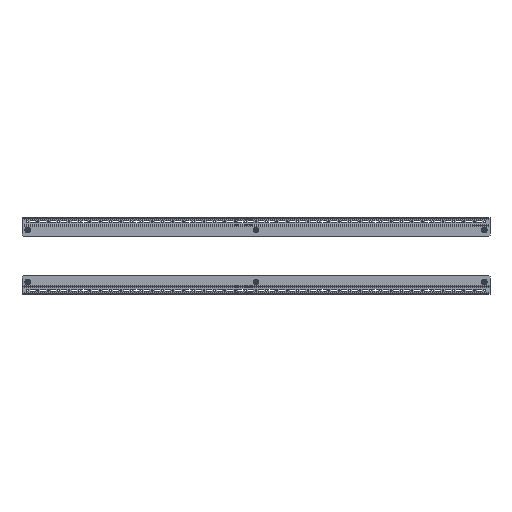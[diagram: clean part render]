
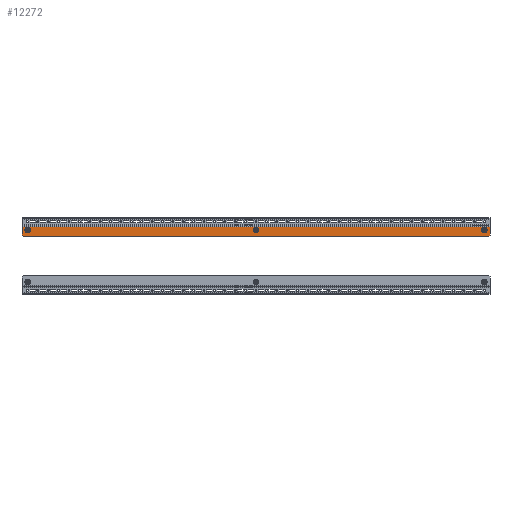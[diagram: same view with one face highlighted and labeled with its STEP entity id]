
A CAD part, left-side view. The second image highlights one B-rep face of the part: STEP entity #12272.
In plain terms, the highlighted face is planar.
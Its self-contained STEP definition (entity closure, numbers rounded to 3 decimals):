
#6 = EDGE_LOOP ( 'NONE', ( #6361, #6202 ) ) ;
#48 = CARTESIAN_POINT ( 'NONE',  ( 9.5, -563., -23.6 ) ) ;
#51 = EDGE_CURVE ( 'NONE', #4686, #257, #18036, .T. ) ;
#145 = DIRECTION ( 'NONE',  ( 0., 0., 1. ) ) ;
#257 = VERTEX_POINT ( 'NONE', #17137 ) ;
#606 = DIRECTION ( 'NONE',  ( 1., 0., 0. ) ) ;
#750 = FACE_BOUND ( 'NONE', #6, .T. ) ;
#761 = LINE ( 'NONE', #48, #16089 ) ;
#821 = ORIENTED_EDGE ( 'NONE', *, *, #6751, .T. ) ;
#834 = VERTEX_POINT ( 'NONE', #18583 ) ;
#971 = DIRECTION ( 'NONE',  ( 1., 0., 0. ) ) ;
#1165 = EDGE_CURVE ( 'NONE', #16242, #17607, #13579, .T. ) ;
#1173 = DIRECTION ( 'NONE',  ( 0., -1., 0. ) ) ;
#1275 = AXIS2_PLACEMENT_3D ( 'NONE', #13573, #145, #1873 ) ;
#1304 = CARTESIAN_POINT ( 'NONE',  ( 11.375, -563., -23.6 ) ) ;
#1470 = EDGE_CURVE ( 'NONE', #19097, #19789, #4282, .T. ) ;
#1571 = CARTESIAN_POINT ( 'NONE',  ( 19.5, 549., -23.6 ) ) ;
#1792 = CARTESIAN_POINT ( 'NONE',  ( 31.5, 563., -23.6 ) ) ;
#1873 = DIRECTION ( 'NONE',  ( 1., 0., 0. ) ) ;
#1948 = AXIS2_PLACEMENT_3D ( 'NONE', #1571, #13193, #16742 ) ;
#2199 = PLANE ( 'NONE',  #16216 ) ;
#2369 = VERTEX_POINT ( 'NONE', #4241 ) ;
#2452 = EDGE_CURVE ( 'NONE', #6538, #2369, #16193, .T. ) ;
#3088 = CIRCLE ( 'NONE', #10060, 4. ) ;
#3134 = CARTESIAN_POINT ( 'NONE',  ( 19.5, 0., -23.6 ) ) ;
#3310 = DIRECTION ( 'NONE',  ( -1., 0., 0. ) ) ;
#4241 = CARTESIAN_POINT ( 'NONE',  ( 31.5, -563., -23.6 ) ) ;
#4282 = CIRCLE ( 'NONE', #21161, 4. ) ;
#4642 = ORIENTED_EDGE ( 'NONE', *, *, #1470, .T. ) ;
#4686 = VERTEX_POINT ( 'NONE', #18323 ) ;
#4874 = DIRECTION ( 'NONE',  ( 1., 0., 0. ) ) ;
#5084 = ORIENTED_EDGE ( 'NONE', *, *, #2452, .T. ) ;
#5098 = AXIS2_PLACEMENT_3D ( 'NONE', #5510, #8839, #17063 ) ;
#5490 = ORIENTED_EDGE ( 'NONE', *, *, #7770, .T. ) ;
#5507 = DIRECTION ( 'NONE',  ( 1., 0., 0. ) ) ;
#5510 = CARTESIAN_POINT ( 'NONE',  ( 19.5, -549., -23.6 ) ) ;
#5513 = ORIENTED_EDGE ( 'NONE', *, *, #1165, .T. ) ;
#5607 = VERTEX_POINT ( 'NONE', #5783 ) ;
#5619 = CARTESIAN_POINT ( 'NONE',  ( 15.5, -549., -23.6 ) ) ;
#5686 = CARTESIAN_POINT ( 'NONE',  ( 23.5, 0., -23.6 ) ) ;
#5712 = CIRCLE ( 'NONE', #1275, 4. ) ;
#5762 = CARTESIAN_POINT ( 'NONE',  ( 23.5, -549., -23.6 ) ) ;
#5783 = CARTESIAN_POINT ( 'NONE',  ( 11.375, 563., -23.6 ) ) ;
#5861 = VECTOR ( 'NONE', #5507, 1000. ) ;
#6118 = VECTOR ( 'NONE', #15546, 1000. ) ;
#6202 = ORIENTED_EDGE ( 'NONE', *, *, #15547, .T. ) ;
#6219 = CIRCLE ( 'NONE', #5098, 4. ) ;
#6361 = ORIENTED_EDGE ( 'NONE', *, *, #11018, .T. ) ;
#6538 = VERTEX_POINT ( 'NONE', #13601 ) ;
#6622 = ORIENTED_EDGE ( 'NONE', *, *, #11913, .F. ) ;
#6751 = EDGE_CURVE ( 'NONE', #17607, #6538, #10276, .T. ) ;
#7245 = CARTESIAN_POINT ( 'NONE',  ( 19.5, 0., -23.6 ) ) ;
#7770 = EDGE_CURVE ( 'NONE', #5607, #16242, #10797, .T. ) ;
#8018 = CARTESIAN_POINT ( 'NONE',  ( 31.5, -563., -23.6 ) ) ;
#8548 = CARTESIAN_POINT ( 'NONE',  ( 34.5, 560., -23.6 ) ) ;
#8754 = VECTOR ( 'NONE', #1173, 1000. ) ;
#8839 = DIRECTION ( 'NONE',  ( 0., 0., 1. ) ) ;
#8861 = DIRECTION ( 'NONE',  ( 0., 0., 1. ) ) ;
#8995 = CARTESIAN_POINT ( 'NONE',  ( 9.5, 563., -23.6 ) ) ;
#9150 = VECTOR ( 'NONE', #20958, 1000. ) ;
#9269 = CARTESIAN_POINT ( 'NONE',  ( 34.5, 560., -23.6 ) ) ;
#9691 = EDGE_CURVE ( 'NONE', #19789, #19097, #13615, .T. ) ;
#10060 = AXIS2_PLACEMENT_3D ( 'NONE', #12576, #17531, #971 ) ;
#10276 = LINE ( 'NONE', #20484, #6118 ) ;
#10797 = LINE ( 'NONE', #8995, #5861 ) ;
#10846 = EDGE_LOOP ( 'NONE', ( #13986, #6622 ) ) ;
#11018 = EDGE_CURVE ( 'NONE', #18356, #20818, #5712, .T. ) ;
#11054 = EDGE_LOOP ( 'NONE', ( #4642, #17987 ) ) ;
#11661 = FACE_BOUND ( 'NONE', #10846, .T. ) ;
#11913 = EDGE_CURVE ( 'NONE', #257, #4686, #3088, .T. ) ;
#12272 = ADVANCED_FACE ( 'NONE', ( #16332, #750, #11661, #13211 ), #2199, .F. ) ;
#12571 = DIRECTION ( 'NONE',  ( 0., 0., 1. ) ) ;
#12576 = CARTESIAN_POINT ( 'NONE',  ( 19.5, 549., -23.6 ) ) ;
#12929 = LINE ( 'NONE', #1304, #8754 ) ;
#13193 = DIRECTION ( 'NONE',  ( 0., 0., -1. ) ) ;
#13211 = FACE_OUTER_BOUND ( 'NONE', #15800, .T. ) ;
#13390 = AXIS2_PLACEMENT_3D ( 'NONE', #7245, #18880, #19223 ) ;
#13573 = CARTESIAN_POINT ( 'NONE',  ( 19.5, -549., -23.6 ) ) ;
#13579 = LINE ( 'NONE', #9269, #9150 ) ;
#13601 = CARTESIAN_POINT ( 'NONE',  ( 34.5, -560., -23.6 ) ) ;
#13615 = CIRCLE ( 'NONE', #13390, 4. ) ;
#13862 = VECTOR ( 'NONE', #21394, 1000. ) ;
#13986 = ORIENTED_EDGE ( 'NONE', *, *, #51, .F. ) ;
#15418 = CARTESIAN_POINT ( 'NONE',  ( 9.5, -563., -23.6 ) ) ;
#15546 = DIRECTION ( 'NONE',  ( 0., -1., 0. ) ) ;
#15547 = EDGE_CURVE ( 'NONE', #20818, #18356, #6219, .T. ) ;
#15800 = EDGE_LOOP ( 'NONE', ( #821, #5084, #18030, #17473, #5490, #5513 ) ) ;
#16089 = VECTOR ( 'NONE', #3310, 1000. ) ;
#16150 = EDGE_CURVE ( 'NONE', #2369, #834, #761, .T. ) ;
#16193 = LINE ( 'NONE', #8018, #13862 ) ;
#16216 = AXIS2_PLACEMENT_3D ( 'NONE', #15418, #8861, #606 ) ;
#16242 = VERTEX_POINT ( 'NONE', #1792 ) ;
#16332 = FACE_BOUND ( 'NONE', #11054, .T. ) ;
#16742 = DIRECTION ( 'NONE',  ( 1., 0., 0. ) ) ;
#17063 = DIRECTION ( 'NONE',  ( 1., 0., 0. ) ) ;
#17137 = CARTESIAN_POINT ( 'NONE',  ( 15.5, 549., -23.6 ) ) ;
#17245 = EDGE_CURVE ( 'NONE', #5607, #834, #12929, .T. ) ;
#17473 = ORIENTED_EDGE ( 'NONE', *, *, #17245, .F. ) ;
#17531 = DIRECTION ( 'NONE',  ( 0., 0., -1. ) ) ;
#17573 = CARTESIAN_POINT ( 'NONE',  ( 15.5, 0., -23.6 ) ) ;
#17607 = VERTEX_POINT ( 'NONE', #8548 ) ;
#17987 = ORIENTED_EDGE ( 'NONE', *, *, #9691, .T. ) ;
#18030 = ORIENTED_EDGE ( 'NONE', *, *, #16150, .T. ) ;
#18036 = CIRCLE ( 'NONE', #1948, 4. ) ;
#18323 = CARTESIAN_POINT ( 'NONE',  ( 23.5, 549., -23.6 ) ) ;
#18356 = VERTEX_POINT ( 'NONE', #5762 ) ;
#18583 = CARTESIAN_POINT ( 'NONE',  ( 11.375, -563., -23.6 ) ) ;
#18880 = DIRECTION ( 'NONE',  ( 0., 0., 1. ) ) ;
#19097 = VERTEX_POINT ( 'NONE', #5686 ) ;
#19223 = DIRECTION ( 'NONE',  ( 1., 0., 0. ) ) ;
#19789 = VERTEX_POINT ( 'NONE', #17573 ) ;
#20484 = CARTESIAN_POINT ( 'NONE',  ( 34.5, -563., -23.6 ) ) ;
#20818 = VERTEX_POINT ( 'NONE', #5619 ) ;
#20958 = DIRECTION ( 'NONE',  ( 0.707, -0.707, 0. ) ) ;
#21161 = AXIS2_PLACEMENT_3D ( 'NONE', #3134, #12571, #4874 ) ;
#21394 = DIRECTION ( 'NONE',  ( -0.707, -0.707, 0. ) ) ;
